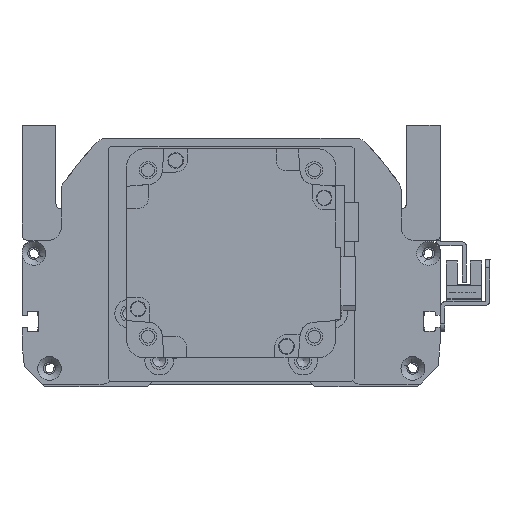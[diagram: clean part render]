
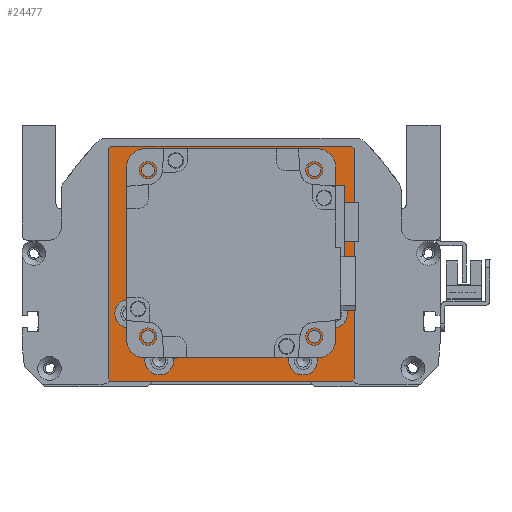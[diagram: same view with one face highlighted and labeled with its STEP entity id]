
A CAD part, front view. The second image highlights one B-rep face of the part: STEP entity #24477.
In plain terms, the highlighted face is planar.
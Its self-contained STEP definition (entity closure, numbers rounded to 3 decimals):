
#1266=FACE_BOUND('',#5125,.T.);
#1267=FACE_BOUND('',#5126,.T.);
#1268=FACE_BOUND('',#5127,.T.);
#1269=FACE_BOUND('',#5128,.T.);
#1270=FACE_BOUND('',#5129,.T.);
#1271=FACE_BOUND('',#5130,.T.);
#1272=FACE_BOUND('',#5131,.T.);
#1273=FACE_BOUND('',#5132,.T.);
#1274=FACE_BOUND('',#5133,.T.);
#1824=PLANE('',#27172);
#3626=FACE_OUTER_BOUND('',#5124,.T.);
#5124=EDGE_LOOP('',(#22556,#22557,#22558,#22559,#22560,#22561,#22562,#22563));
#5125=EDGE_LOOP('',(#22564));
#5126=EDGE_LOOP('',(#22565));
#5127=EDGE_LOOP('',(#22566));
#5128=EDGE_LOOP('',(#22567));
#5129=EDGE_LOOP('',(#22568));
#5130=EDGE_LOOP('',(#22569));
#5131=EDGE_LOOP('',(#22570));
#5132=EDGE_LOOP('',(#22571));
#5133=EDGE_LOOP('',(#22572));
#7131=LINE('',#42675,#9174);
#7133=LINE('',#42679,#9176);
#7136=LINE('',#42685,#9179);
#7137=LINE('',#42687,#9180);
#7138=LINE('',#42689,#9181);
#7139=LINE('',#42691,#9182);
#7140=LINE('',#42693,#9183);
#7141=LINE('',#42694,#9184);
#9174=VECTOR('',#33704,10.);
#9176=VECTOR('',#33708,10.);
#9179=VECTOR('',#33713,10.);
#9180=VECTOR('',#33714,10.);
#9181=VECTOR('',#33715,10.);
#9182=VECTOR('',#33716,10.);
#9183=VECTOR('',#33717,10.);
#9184=VECTOR('',#33718,10.);
#10492=CIRCLE('',#27173,35.);
#10493=CIRCLE('',#27174,2.459);
#10494=CIRCLE('',#27175,2.459);
#10495=CIRCLE('',#27176,2.459);
#10496=CIRCLE('',#27177,2.459);
#10497=CIRCLE('',#27178,5.5);
#10498=CIRCLE('',#27179,5.5);
#10499=CIRCLE('',#27180,5.5);
#10500=CIRCLE('',#27181,5.5);
#12672=VERTEX_POINT('',#42672);
#12673=VERTEX_POINT('',#42674);
#12674=VERTEX_POINT('',#42678);
#12676=VERTEX_POINT('',#42684);
#12677=VERTEX_POINT('',#42686);
#12678=VERTEX_POINT('',#42688);
#12679=VERTEX_POINT('',#42690);
#12680=VERTEX_POINT('',#42692);
#12681=VERTEX_POINT('',#42695);
#12682=VERTEX_POINT('',#42697);
#12683=VERTEX_POINT('',#42699);
#12684=VERTEX_POINT('',#42701);
#12685=VERTEX_POINT('',#42703);
#12686=VERTEX_POINT('',#42705);
#12687=VERTEX_POINT('',#42707);
#12688=VERTEX_POINT('',#42709);
#12689=VERTEX_POINT('',#42711);
#16004=EDGE_CURVE('',#12672,#12673,#7131,.T.);
#16006=EDGE_CURVE('',#12674,#12673,#7133,.T.);
#16009=EDGE_CURVE('',#12672,#12676,#7136,.T.);
#16010=EDGE_CURVE('',#12677,#12676,#7137,.T.);
#16011=EDGE_CURVE('',#12677,#12678,#7138,.T.);
#16012=EDGE_CURVE('',#12679,#12678,#7139,.T.);
#16013=EDGE_CURVE('',#12679,#12680,#7140,.T.);
#16014=EDGE_CURVE('',#12674,#12680,#7141,.T.);
#16015=EDGE_CURVE('',#12681,#12681,#10492,.T.);
#16016=EDGE_CURVE('',#12682,#12682,#10493,.T.);
#16017=EDGE_CURVE('',#12683,#12683,#10494,.T.);
#16018=EDGE_CURVE('',#12684,#12684,#10495,.T.);
#16019=EDGE_CURVE('',#12685,#12685,#10496,.T.);
#16020=EDGE_CURVE('',#12686,#12686,#10497,.T.);
#16021=EDGE_CURVE('',#12687,#12687,#10498,.T.);
#16022=EDGE_CURVE('',#12688,#12688,#10499,.T.);
#16023=EDGE_CURVE('',#12689,#12689,#10500,.T.);
#22556=ORIENTED_EDGE('',*,*,#16004,.F.);
#22557=ORIENTED_EDGE('',*,*,#16009,.T.);
#22558=ORIENTED_EDGE('',*,*,#16010,.F.);
#22559=ORIENTED_EDGE('',*,*,#16011,.T.);
#22560=ORIENTED_EDGE('',*,*,#16012,.F.);
#22561=ORIENTED_EDGE('',*,*,#16013,.T.);
#22562=ORIENTED_EDGE('',*,*,#16014,.F.);
#22563=ORIENTED_EDGE('',*,*,#16006,.T.);
#22564=ORIENTED_EDGE('',*,*,#16015,.T.);
#22565=ORIENTED_EDGE('',*,*,#16016,.T.);
#22566=ORIENTED_EDGE('',*,*,#16017,.T.);
#22567=ORIENTED_EDGE('',*,*,#16018,.T.);
#22568=ORIENTED_EDGE('',*,*,#16019,.T.);
#22569=ORIENTED_EDGE('',*,*,#16020,.T.);
#22570=ORIENTED_EDGE('',*,*,#16021,.T.);
#22571=ORIENTED_EDGE('',*,*,#16022,.T.);
#22572=ORIENTED_EDGE('',*,*,#16023,.T.);
#24477=ADVANCED_FACE('',(#3626,#1266,#1267,#1268,#1269,#1270,#1271,#1272,
#1273,#1274),#1824,.T.);
#27172=AXIS2_PLACEMENT_3D('',#42683,#33711,#33712);
#27173=AXIS2_PLACEMENT_3D('',#42696,#33719,#33720);
#27174=AXIS2_PLACEMENT_3D('',#42698,#33721,#33722);
#27175=AXIS2_PLACEMENT_3D('',#42700,#33723,#33724);
#27176=AXIS2_PLACEMENT_3D('',#42702,#33725,#33726);
#27177=AXIS2_PLACEMENT_3D('',#42704,#33727,#33728);
#27178=AXIS2_PLACEMENT_3D('',#42706,#33729,#33730);
#27179=AXIS2_PLACEMENT_3D('',#42708,#33731,#33732);
#27180=AXIS2_PLACEMENT_3D('',#42710,#33733,#33734);
#27181=AXIS2_PLACEMENT_3D('',#42712,#33735,#33736);
#33704=DIRECTION('',(0.707,0.707,0.));
#33708=DIRECTION('',(-1.,0.,0.));
#33711=DIRECTION('center_axis',(0.,0.,1.));
#33712=DIRECTION('ref_axis',(1.,0.,0.));
#33713=DIRECTION('',(0.,-1.,0.));
#33714=DIRECTION('',(-0.707,0.707,0.));
#33715=DIRECTION('',(1.,0.,0.));
#33716=DIRECTION('',(-0.707,-0.707,0.));
#33717=DIRECTION('',(0.,1.,0.));
#33718=DIRECTION('',(0.707,-0.707,0.));
#33719=DIRECTION('center_axis',(0.,0.,-1.));
#33720=DIRECTION('ref_axis',(1.,0.,0.));
#33721=DIRECTION('center_axis',(0.,0.,-1.));
#33722=DIRECTION('ref_axis',(1.,0.,0.));
#33723=DIRECTION('center_axis',(0.,0.,-1.));
#33724=DIRECTION('ref_axis',(1.,0.,0.));
#33725=DIRECTION('center_axis',(0.,0.,-1.));
#33726=DIRECTION('ref_axis',(1.,0.,0.));
#33727=DIRECTION('center_axis',(0.,0.,-1.));
#33728=DIRECTION('ref_axis',(1.,0.,0.));
#33729=DIRECTION('center_axis',(0.,0.,-1.));
#33730=DIRECTION('ref_axis',(1.,0.,0.));
#33731=DIRECTION('center_axis',(0.,0.,-1.));
#33732=DIRECTION('ref_axis',(1.,0.,0.));
#33733=DIRECTION('center_axis',(0.,0.,-1.));
#33734=DIRECTION('ref_axis',(1.,0.,0.));
#33735=DIRECTION('center_axis',(0.,0.,-1.));
#33736=DIRECTION('ref_axis',(1.,0.,0.));
#42672=CARTESIAN_POINT('',(-47.,44.5,76.));
#42674=CARTESIAN_POINT('',(-46.,45.5,76.));
#42675=CARTESIAN_POINT('',(-46.125,45.375,76.));
#42678=CARTESIAN_POINT('',(46.,45.5,76.));
#42679=CARTESIAN_POINT('',(47.,45.5,76.));
#42683=CARTESIAN_POINT('Origin',(0.,0.,
76.));
#42684=CARTESIAN_POINT('',(-47.,-43.5,76.));
#42685=CARTESIAN_POINT('',(-47.,44.5,76.));
#42686=CARTESIAN_POINT('',(-46.,-44.5,76.));
#42687=CARTESIAN_POINT('',(-45.875,-44.625,76.));
#42688=CARTESIAN_POINT('',(46.,-44.5,76.));
#42689=CARTESIAN_POINT('',(-47.,-44.5,76.));
#42690=CARTESIAN_POINT('',(47.,-43.5,76.));
#42691=CARTESIAN_POINT('',(45.875,-44.625,76.));
#42692=CARTESIAN_POINT('',(47.,44.5,76.));
#42693=CARTESIAN_POINT('',(47.,-44.5,76.));
#42694=CARTESIAN_POINT('',(46.125,45.375,76.));
#42695=CARTESIAN_POINT('',(-35.,4.5,76.));
#42696=CARTESIAN_POINT('Origin',(0.,4.5,76.));
#42697=CARTESIAN_POINT('',(29.361,-27.32,76.));
#42698=CARTESIAN_POINT('Origin',(31.82,-27.32,76.));
#42699=CARTESIAN_POINT('',(29.361,36.32,76.));
#42700=CARTESIAN_POINT('Origin',(31.82,36.32,76.));
#42701=CARTESIAN_POINT('',(-34.278,36.32,76.));
#42702=CARTESIAN_POINT('Origin',(-31.82,36.32,76.));
#42703=CARTESIAN_POINT('',(-34.278,-27.32,76.));
#42704=CARTESIAN_POINT('Origin',(-31.82,-27.32,76.));
#42705=CARTESIAN_POINT('',(-44.5,-18.5,76.));
#42706=CARTESIAN_POINT('Origin',(-39.,-18.5,76.));
#42707=CARTESIAN_POINT('',(33.5,-18.5,76.));
#42708=CARTESIAN_POINT('Origin',(39.,-18.5,76.));
#42709=CARTESIAN_POINT('',(22.,-36.5,76.));
#42710=CARTESIAN_POINT('Origin',(27.5,-36.5,76.));
#42711=CARTESIAN_POINT('',(-33.,-36.5,76.));
#42712=CARTESIAN_POINT('Origin',(-27.5,-36.5,76.));
